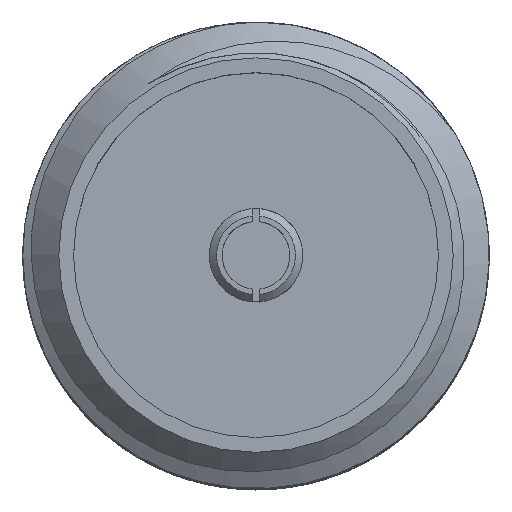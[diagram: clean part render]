
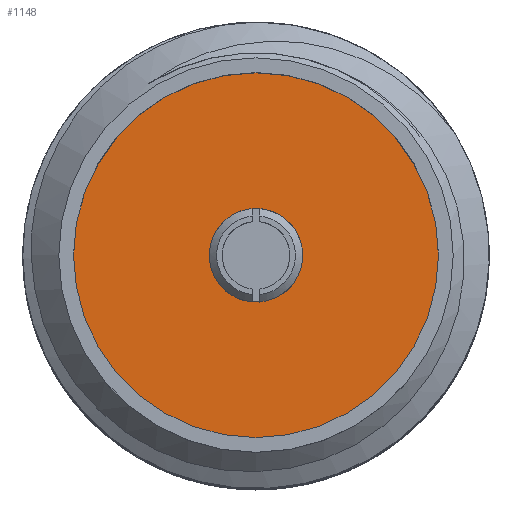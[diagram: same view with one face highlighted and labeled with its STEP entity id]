
A CAD part, top view. The second image highlights one B-rep face of the part: STEP entity #1148.
In plain terms, the highlighted planar face has unit normal (0, 0, 1).
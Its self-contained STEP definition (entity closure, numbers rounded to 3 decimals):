
#97=CIRCLE('',#1225,2.475);
#98=CIRCLE('',#1227,0.635);
#233=ORIENTED_EDGE('',*,*,#405,.F.);
#234=ORIENTED_EDGE('',*,*,#406,.F.);
#405=EDGE_CURVE('',#503,#503,#97,.T.);
#406=EDGE_CURVE('',#504,#504,#98,.T.);
#503=VERTEX_POINT('',#3051);
#504=VERTEX_POINT('',#3054);
#635=EDGE_LOOP('',(#233));
#636=EDGE_LOOP('',(#234));
#705=FACE_BOUND('',#635,.T.);
#706=FACE_BOUND('',#636,.T.);
#740=PLANE('',#1226);
#1148=ADVANCED_FACE('',(#705,#706),#740,.F.);
#1225=AXIS2_PLACEMENT_3D('',#3050,#1392,#1393);
#1226=AXIS2_PLACEMENT_3D('',#3052,#1394,#1395);
#1227=AXIS2_PLACEMENT_3D('',#3053,#1396,#1397);
#1392=DIRECTION('',(0.,0.,-1.));
#1393=DIRECTION('',(0.,1.,0.));
#1394=DIRECTION('',(0.,0.,-1.));
#1395=DIRECTION('',(-1.,0.,0.));
#1396=DIRECTION('',(0.,0.,1.));
#1397=DIRECTION('',(0.756,0.655,0.));
#3050=CARTESIAN_POINT('',(0.,0.,5.67));
#3051=CARTESIAN_POINT('',(0.,2.475,5.67));
#3052=CARTESIAN_POINT('',(0.,0.,5.67));
#3053=CARTESIAN_POINT('',(0.,0.,5.67));
#3054=CARTESIAN_POINT('',(0.48,0.416,5.67));
